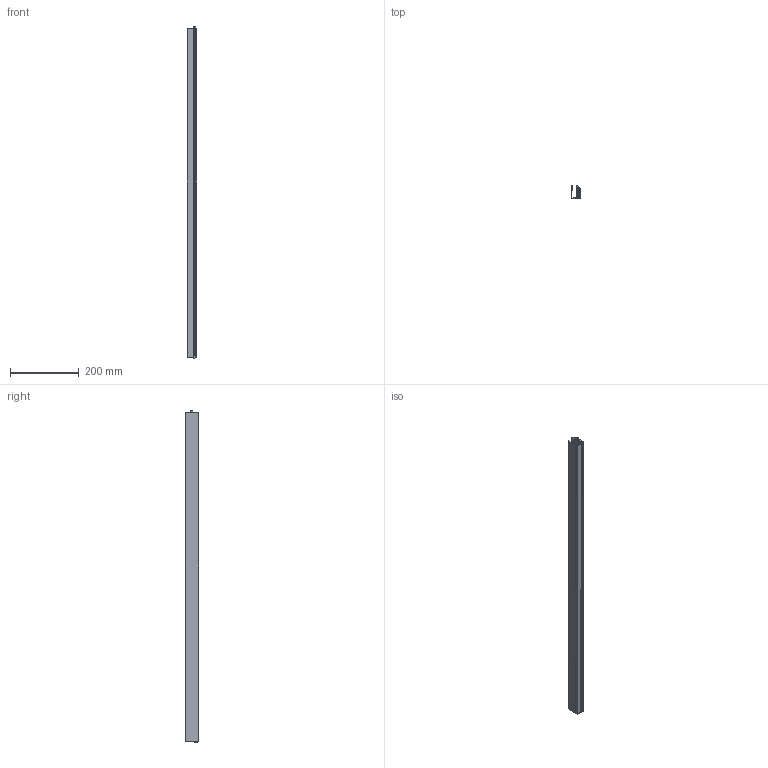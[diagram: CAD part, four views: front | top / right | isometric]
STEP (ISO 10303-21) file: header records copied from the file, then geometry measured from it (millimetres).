
FILE_DESCRIPTION (( 'STEP AP203' ), '1' );
FILE_NAME ('kg-a12_schmal_959.step', '2025-08-05T13:20:01', ( '' ), ( '' ), 'SwSTEP 2.0', 'SolidWorks 2023', '' );
FILE_SCHEMA (( 'CONFIG_CONTROL_DESIGN' ));
Length unit declared in the file: millimetre
Products named in the file (8): Abschlusskappe KG-S schmal - rechts_1000883-Haube KG-S schmal li ohne Bohrung; M2.9x13; Innengeometrie_WA_959; Betätigungsteil_WA; Aussengehäuse_WA_959; kg-a12_schmal_959; Schutzprofil KG A12 schmal_959; Abschlusskappe KG-S schmal - links B_1000883-Haube KG-S schmal li ohne Bohrung
Assembly tree (8 placements, depth 2):
  kg-a12_schmal_959
    Schutzprofil KG A12 schmal_959
    Aussengehäuse_WA_959
    Betätigungsteil_WA
    Innengeometrie_WA_959
    Abschlusskappe KG-S schmal - links B_1000883-Haube KG-S schmal li ohne Bohrung
    M2.9x13  x2
    Abschlusskappe KG-S schmal - rechts_1000883-Haube KG-S schmal li ohne Bohrung
Bounding box: 26.67 x 38 x 969.05 mm (x, y, z)
Volume: 362167 mm3; surface area: 470231.3 mm2
Topology: 25 solids, 25 shells, 1313 faces, 3628 edges, 2402 vertices
Faces by surface type: plane 714, bspline 455, cylinder 98, cone 33, torus 13
Entity records: 56484 total; most frequent: CARTESIAN_POINT 25953, ORIENTED_EDGE 7060, DIRECTION 4409, EDGE_CURVE 3530, LINE 2367, VECTOR 2367, VERTEX_POINT 2346, EDGE_LOOP 1406
